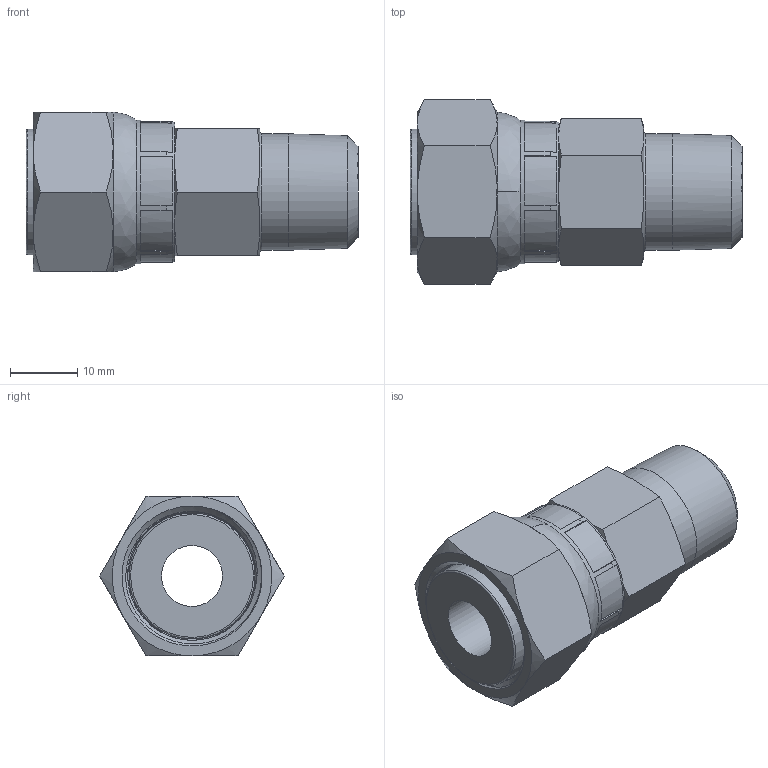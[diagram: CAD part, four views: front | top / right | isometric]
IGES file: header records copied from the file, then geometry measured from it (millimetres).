
Global section: file name: 8_F6L-S; native system: Autodesk Inventor 2016; preprocessor: unknown; author: ly28122; date: 20170823.110804; units: centimetre
Bounding box: 49.53 x 27.51 x 23.83 mm (x, y, z)
Volume: 11716.2 mm3; surface area: 8429.3 mm2
Topology: 1 solids, 1 shells, 104 faces, 287 edges, 190 vertices
Faces by surface type: bspline 104
